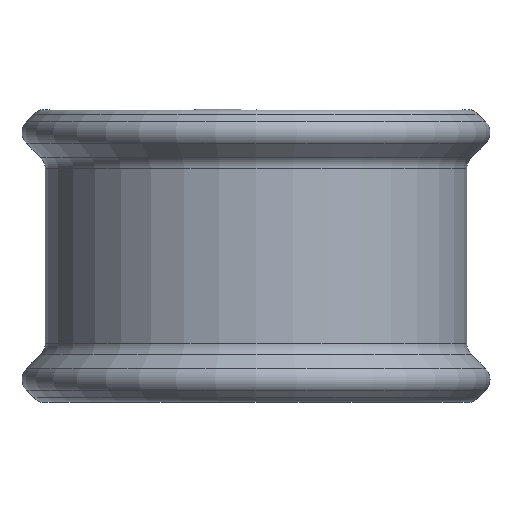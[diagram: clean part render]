
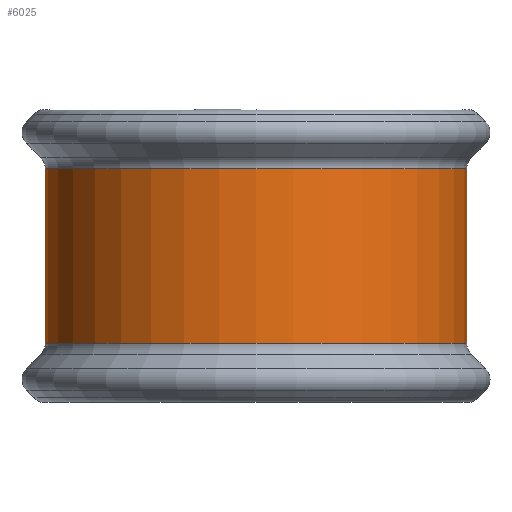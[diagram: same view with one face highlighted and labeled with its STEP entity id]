
A CAD part, front view. The second image highlights one B-rep face of the part: STEP entity #6025.
In plain terms, the highlighted cylindrical face has radius 10.122 mm (diameter 20.244 mm), a partial arc.
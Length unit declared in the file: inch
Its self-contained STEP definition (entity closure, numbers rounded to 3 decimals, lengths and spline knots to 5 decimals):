
#32 = CARTESIAN_POINT ( 'NONE',  ( 0.3435, -0.718, 0. ) ) ;
#37 = EDGE_CURVE ( 'NONE', #3491, #2503, #263, .T. ) ;
#113 = EDGE_CURVE ( 'NONE', #402, #5615, #1518, .T. ) ;
#263 = LINE ( 'NONE', #4128, #5113 ) ;
#402 = VERTEX_POINT ( 'NONE', #3133 ) ;
#675 = ORIENTED_EDGE ( 'NONE', *, *, #37, .F. ) ;
#755 = ORIENTED_EDGE ( 'NONE', *, *, #882, .F. ) ;
#766 = DIRECTION ( 'NONE',  ( 0., 0., -1. ) ) ;
#882 = EDGE_CURVE ( 'NONE', #402, #3491, #3979, .T. ) ;
#959 = CIRCLE ( 'NONE', #6061, 0.3985 ) ;
#972 = CARTESIAN_POINT ( 'NONE',  ( 0.3435, -0.3195, 0.16479 ) ) ;
#1264 = CARTESIAN_POINT ( 'NONE',  ( -0.055, -0.718, 0.16479 ) ) ;
#1518 = LINE ( 'NONE', #972, #3736 ) ;
#1690 = CYLINDRICAL_SURFACE ( 'NONE', #2872, 0.3985 ) ;
#2287 = FACE_OUTER_BOUND ( 'NONE', #5809, .T. ) ;
#2305 = DIRECTION ( 'NONE',  ( 0., 0., -1. ) ) ;
#2503 = VERTEX_POINT ( 'NONE', #1264 ) ;
#2579 = ORIENTED_EDGE ( 'NONE', *, *, #113, .T. ) ;
#2642 = DIRECTION ( 'NONE',  ( 0., 0., 1. ) ) ;
#2872 = AXIS2_PLACEMENT_3D ( 'NONE', #32, #4279, #4302 ) ;
#3133 = CARTESIAN_POINT ( 'NONE',  ( 0.3435, -0.3195, -0.16479 ) ) ;
#3491 = VERTEX_POINT ( 'NONE', #5601 ) ;
#3611 = CARTESIAN_POINT ( 'NONE',  ( 0.3435, -0.718, 0.16479 ) ) ;
#3731 = DIRECTION ( 'NONE',  ( 0., 0., 1. ) ) ;
#3736 = VECTOR ( 'NONE', #2642, 39.37008 ) ;
#3979 = CIRCLE ( 'NONE', #5356, 0.3985 ) ;
#4076 = DIRECTION ( 'NONE',  ( -1., 0., 0. ) ) ;
#4128 = CARTESIAN_POINT ( 'NONE',  ( -0.055, -0.718, 0.16479 ) ) ;
#4279 = DIRECTION ( 'NONE',  ( 0., 0., -1. ) ) ;
#4302 = DIRECTION ( 'NONE',  ( -1., 0., 0. ) ) ;
#4811 = ORIENTED_EDGE ( 'NONE', *, *, #5162, .T. ) ;
#5111 = CARTESIAN_POINT ( 'NONE',  ( 0.3435, -0.718, -0.16479 ) ) ;
#5113 = VECTOR ( 'NONE', #3731, 39.37008 ) ;
#5162 = EDGE_CURVE ( 'NONE', #5615, #2503, #959, .T. ) ;
#5356 = AXIS2_PLACEMENT_3D ( 'NONE', #5111, #2305, #5567 ) ;
#5567 = DIRECTION ( 'NONE',  ( -1., 0., 0. ) ) ;
#5601 = CARTESIAN_POINT ( 'NONE',  ( -0.055, -0.718, -0.16479 ) ) ;
#5615 = VERTEX_POINT ( 'NONE', #5877 ) ;
#5809 = EDGE_LOOP ( 'NONE', ( #2579, #4811, #675, #755 ) ) ;
#5877 = CARTESIAN_POINT ( 'NONE',  ( 0.3435, -0.3195, 0.16479 ) ) ;
#6025 = ADVANCED_FACE ( 'NONE', ( #2287 ), #1690, .T. ) ;
#6061 = AXIS2_PLACEMENT_3D ( 'NONE', #3611, #766, #4076 ) ;
